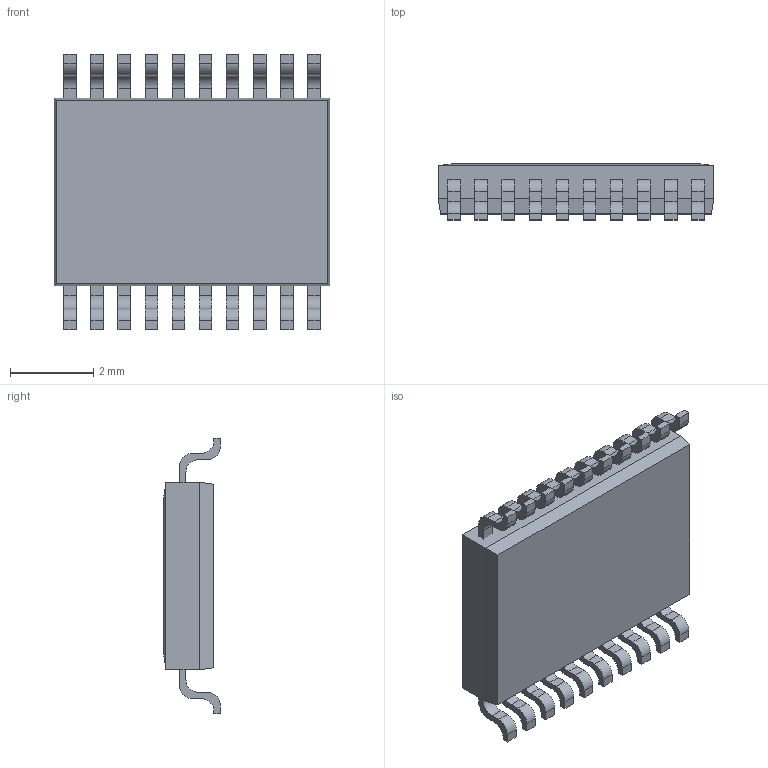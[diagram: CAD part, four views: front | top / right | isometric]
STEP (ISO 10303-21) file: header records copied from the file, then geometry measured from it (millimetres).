
FILE_DESCRIPTION (( 'STEP AP214' ), '1' );
FILE_NAME ('R-PDSO-G20.STEP', '2015-12-11T14:21:21', ( '' ), ( '' ), 'SwSTEP 2.0', 'SolidWorks 2015', '' );
FILE_SCHEMA (( 'AUTOMOTIVE_DESIGN' ));
Length unit declared in the file: millimetre
Products named in the file (3): R-PDSO-G20-body; R-PDSO-G20; R-PDSO-G20-pins
Assembly tree (2 placements, depth 2):
  R-PDSO-G20
    R-PDSO-G20-body
    R-PDSO-G20-pins
Bounding box: 6.6 x 1.35 x 6.6 mm (x, y, z)
Volume: 40.1 mm3; surface area: 165.6 mm2
Topology: 2 solids, 2 shells, 255 faces, 742 edges, 492 vertices
Faces by surface type: plane 173, cylinder 82
Entity records: 8539 total; most frequent: CARTESIAN_POINT 1494, ORIENTED_EDGE 1484, DIRECTION 1426, EDGE_CURVE 742, VECTOR 578, LINE 578, VERTEX_POINT 492, AXIS2_PLACEMENT_3D 424
